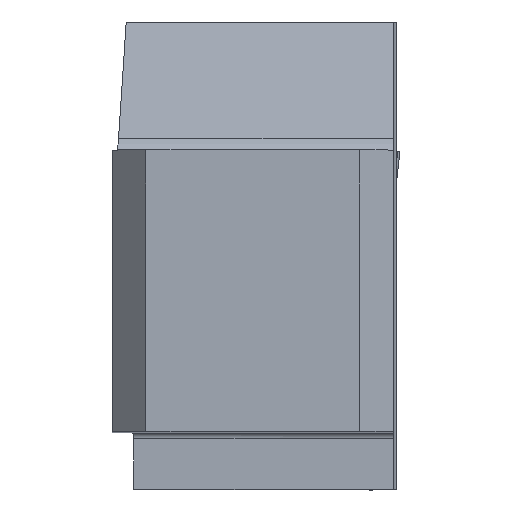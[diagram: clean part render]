
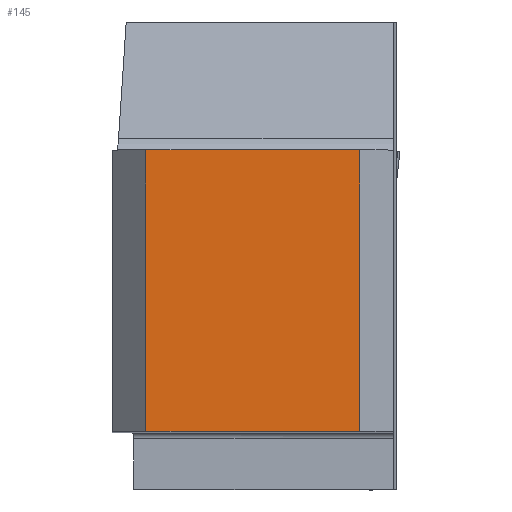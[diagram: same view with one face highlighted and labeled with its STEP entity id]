
A CAD part, top view. The second image highlights one B-rep face of the part: STEP entity #145.
In plain terms, the highlighted planar face has unit normal (0, 0, 1).
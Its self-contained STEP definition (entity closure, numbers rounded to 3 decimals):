
#145=ADVANCED_FACE('CU_BACK_SU1',(#259),#206,.F.);
#206=PLANE('',#1421);
#259=FACE_OUTER_BOUND('',#323,.T.);
#323=EDGE_LOOP('',(#494,#495,#496,#497));
#494=ORIENTED_EDGE('',*,*,#939,.F.);
#495=ORIENTED_EDGE('',*,*,#940,.T.);
#496=ORIENTED_EDGE('',*,*,#941,.T.);
#497=ORIENTED_EDGE('',*,*,#937,.F.);
#803=VERTEX_POINT('',#1987);
#804=VERTEX_POINT('',#1989);
#805=VERTEX_POINT('',#1993);
#806=VERTEX_POINT('',#1995);
#937=EDGE_CURVE('',#803,#804,#1101,.T.);
#939=EDGE_CURVE('',#805,#803,#1103,.T.);
#940=EDGE_CURVE('',#805,#806,#1104,.T.);
#941=EDGE_CURVE('',#806,#804,#1105,.T.);
#1101=LINE('',#1988,#1244);
#1103=LINE('',#1992,#1246);
#1104=LINE('',#1994,#1247);
#1105=LINE('',#1996,#1248);
#1244=VECTOR('',#1603,1.);
#1246=VECTOR('',#1607,1.);
#1247=VECTOR('',#1608,1.);
#1248=VECTOR('',#1609,1.);
#1421=AXIS2_PLACEMENT_3D('',#1997,#1610,#1611);
#1603=DIRECTION('',(1.,0.,0.));
#1607=DIRECTION('',(0.,1.,0.));
#1608=DIRECTION('',(1.,0.,0.));
#1609=DIRECTION('',(0.,1.,0.));
#1610=DIRECTION('',(0.,0.,-1.));
#1611=DIRECTION('',(-1.,0.,0.));
#1987=CARTESIAN_POINT('',(3.,24.925,0.));
#1988=CARTESIAN_POINT('',(-110.,24.925,0.));
#1989=CARTESIAN_POINT('',(21.925,24.925,0.));
#1992=CARTESIAN_POINT('',(3.,0.,0.));
#1993=CARTESIAN_POINT('',(3.,0.,0.));
#1994=CARTESIAN_POINT('',(-110.,0.,0.));
#1995=CARTESIAN_POINT('',(21.925,0.,0.));
#1996=CARTESIAN_POINT('',(21.925,0.,0.));
#1997=CARTESIAN_POINT('',(48.804,44.925,0.));
